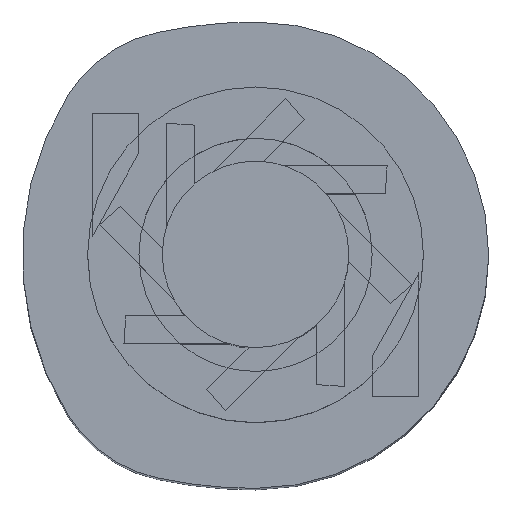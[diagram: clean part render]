
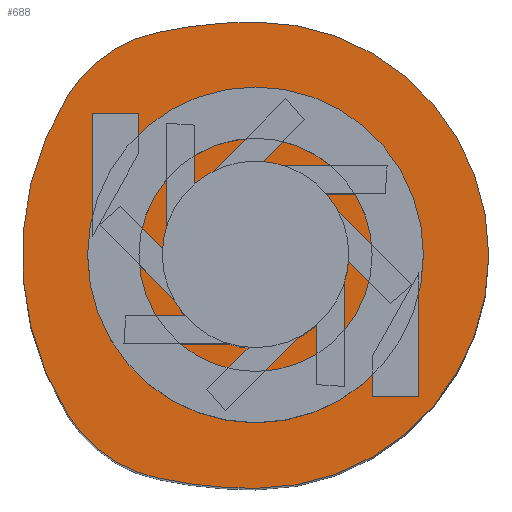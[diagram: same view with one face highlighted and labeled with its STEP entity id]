
A CAD part, top view. The second image highlights one B-rep face of the part: STEP entity #688.
In plain terms, the highlighted planar face has unit normal (0, 0, 1).
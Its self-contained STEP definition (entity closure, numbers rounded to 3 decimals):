
#487=PLANE('',#1770);
#561=FACE_OUTER_BOUND('',#1074,.T.);
#688=ADVANCED_FACE('',(#561),#487,.T.);
#1074=EDGE_LOOP('',(#1368,#1369,#1370,#1371,#1372,#1373));
#1368=ORIENTED_EDGE('',*,*,#1622,.T.);
#1369=ORIENTED_EDGE('',*,*,#1626,.T.);
#1370=ORIENTED_EDGE('',*,*,#1629,.T.);
#1371=ORIENTED_EDGE('',*,*,#1632,.T.);
#1372=ORIENTED_EDGE('',*,*,#1635,.T.);
#1373=ORIENTED_EDGE('',*,*,#1637,.T.);
#1476=VERTEX_POINT('',#2445);
#1477=VERTEX_POINT('',#2447);
#1479=VERTEX_POINT('',#2453);
#1481=VERTEX_POINT('',#2459);
#1483=VERTEX_POINT('',#2465);
#1485=VERTEX_POINT('',#2471);
#1622=EDGE_CURVE('',#1477,#1476,#1653,.T.);
#1626=EDGE_CURVE('',#1476,#1479,#1655,.T.);
#1629=EDGE_CURVE('',#1479,#1481,#1657,.T.);
#1632=EDGE_CURVE('',#1481,#1483,#1659,.T.);
#1635=EDGE_CURVE('',#1483,#1485,#1661,.T.);
#1637=EDGE_CURVE('',#1485,#1477,#1663,.T.);
#1653=CIRCLE('',#1753,3250.);
#1655=CIRCLE('',#1756,1500.);
#1657=CIRCLE('',#1759,5000.);
#1659=CIRCLE('',#1762,2500.);
#1661=CIRCLE('',#1765,5000.);
#1663=CIRCLE('',#1768,1500.);
#1753=AXIS2_PLACEMENT_3D('',#2446,#2082,#2083);
#1756=AXIS2_PLACEMENT_3D('',#2454,#2090,#2091);
#1759=AXIS2_PLACEMENT_3D('',#2460,#2097,#2098);
#1762=AXIS2_PLACEMENT_3D('',#2466,#2104,#2105);
#1765=AXIS2_PLACEMENT_3D('',#2472,#2111,#2112);
#1768=AXIS2_PLACEMENT_3D('',#2475,#2117,#2118);
#1770=AXIS2_PLACEMENT_3D('',#2477,#2121,#2122);
#2082=DIRECTION('',(0.,0.,1.));
#2083=DIRECTION('',(0.,-1.,0.));
#2090=DIRECTION('',(0.,0.,1.));
#2091=DIRECTION('',(0.,-1.,0.));
#2097=DIRECTION('',(0.,0.,1.));
#2098=DIRECTION('',(0.,-1.,0.));
#2104=DIRECTION('',(0.,0.,1.));
#2105=DIRECTION('',(0.,-1.,0.));
#2111=DIRECTION('',(0.,0.,1.));
#2112=DIRECTION('',(0.,-1.,0.));
#2117=DIRECTION('',(0.,0.,1.));
#2118=DIRECTION('',(0.,-1.,0.));
#2121=DIRECTION('',(0.,0.,1.));
#2122=DIRECTION('',(1.,0.,0.));
#2445=CARTESIAN_POINT('',(-2013.101,-1711.073,10000.));
#2446=CARTESIAN_POINT('',(750.,0.,10000.));
#2447=CARTESIAN_POINT('',(-2013.101,1711.073,10000.));
#2453=CARTESIAN_POINT('',(-1054.034,-2387.639,10000.));
#2454=CARTESIAN_POINT('',(-737.824,-921.347,10000.));
#2459=CARTESIAN_POINT('',(0.,-2500.,10000.));
#2460=CARTESIAN_POINT('',(0.,2500.,10000.));
#2465=CARTESIAN_POINT('',(0.,2500.,10000.));
#2466=CARTESIAN_POINT('',(0.,0.,10000.));
#2471=CARTESIAN_POINT('',(-1054.034,2387.639,10000.));
#2472=CARTESIAN_POINT('',(0.,-2500.,10000.));
#2475=CARTESIAN_POINT('',(-737.824,921.347,10000.));
#2477=CARTESIAN_POINT('',(6.088,-460.674,10000.));
